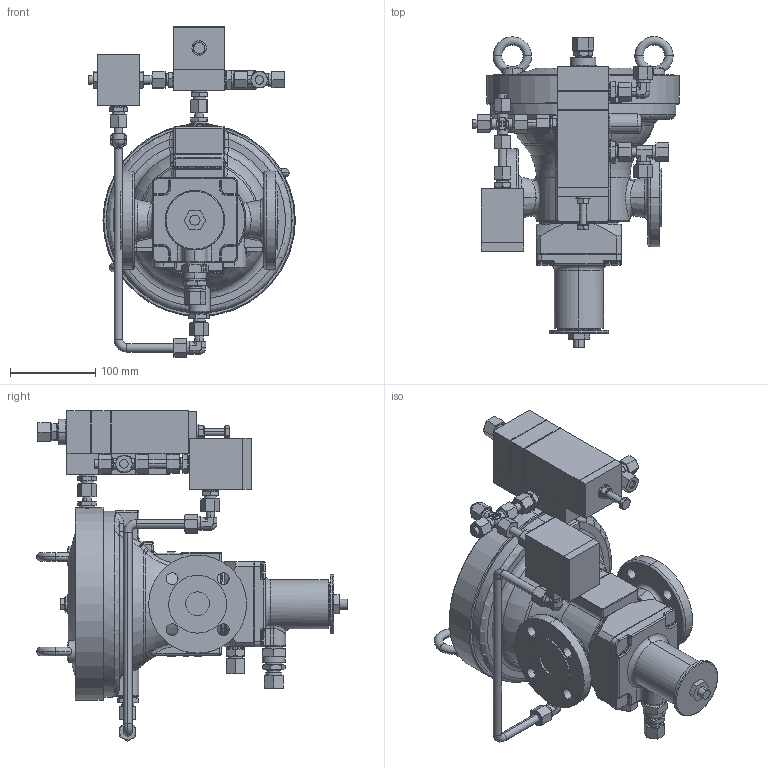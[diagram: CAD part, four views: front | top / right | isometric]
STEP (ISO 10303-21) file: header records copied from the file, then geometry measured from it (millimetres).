
FILE_DESCRIPTION (( 'STEP AP214' ), '1' );
FILE_NAME ('HON402_DN25_HON720_HON673_HON630-1_LR.STEP', '2020-04-02T09:08:32', ( '' ), ( '' ), 'SwSTEP 2.0', 'SolidWorks 2017', '' );
FILE_SCHEMA (( 'AUTOMOTIVE_DESIGN' ));
Length unit declared in the file: millimetre
Products named in the file (1): HON402_DN25_HON720_HON673_HON630-1_LR
Bounding box: 242.84 x 364.78 x 387.97 mm (x, y, z)
Volume: 6015565.3 mm3; surface area: 421756.7 mm2
Topology: 1 solids, 1 shells, 1995 faces, 4854 edges, 2965 vertices
Faces by surface type: plane 758, cone 444, cylinder 370, bspline 311, torus 90, sphere 22
Entity records: 94812 total; most frequent: CARTESIAN_POINT 29464, ORIENTED_EDGE 9642, DIRECTION 7987, EDGE_CURVE 4821, AXIS2_PLACEMENT_3D 3002, VERTEX_POINT 2965, EDGE_LOOP 2156, UNCERTAINTY_MEASURE_WITH_UNIT 1998
